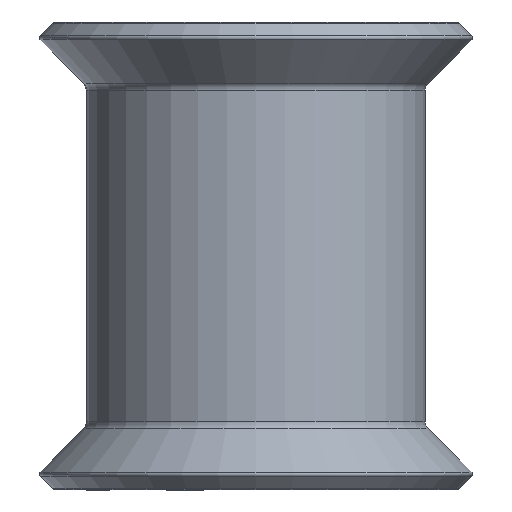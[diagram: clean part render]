
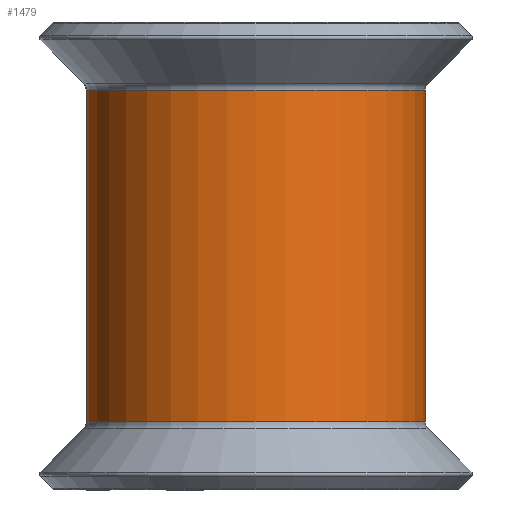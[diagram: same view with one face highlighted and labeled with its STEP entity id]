
A CAD part, front view. The second image highlights one B-rep face of the part: STEP entity #1479.
In plain terms, the highlighted cylindrical face has radius 4.597 mm (diameter 9.195 mm), a partial arc.
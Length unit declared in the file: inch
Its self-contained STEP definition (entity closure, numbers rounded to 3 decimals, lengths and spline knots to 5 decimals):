
#62 = ORIENTED_EDGE ( 'NONE', *, *, #1345, .F. ) ;
#81 = CYLINDRICAL_SURFACE ( 'NONE', #104, 0.181 ) ;
#104 = AXIS2_PLACEMENT_3D ( 'NONE', #2240, #1820, #295 ) ;
#141 = CARTESIAN_POINT ( 'NONE',  ( -0.025, -0.531, -0.17722 ) ) ;
#205 = VERTEX_POINT ( 'NONE', #141 ) ;
#258 = EDGE_CURVE ( 'NONE', #411, #2653, #443, .T. ) ;
#295 = DIRECTION ( 'NONE',  ( -1., 0., 0. ) ) ;
#323 = VECTOR ( 'NONE', #930, 39.37008 ) ;
#385 = DIRECTION ( 'NONE',  ( 0., 0., -1. ) ) ;
#411 = VERTEX_POINT ( 'NONE', #631 ) ;
#443 = CIRCLE ( 'NONE', #2007, 0.181 ) ;
#631 = CARTESIAN_POINT ( 'NONE',  ( 0.156, -0.35, 0.17722 ) ) ;
#710 = CARTESIAN_POINT ( 'NONE',  ( 0.156, -0.35, 0.25 ) ) ;
#784 = CARTESIAN_POINT ( 'NONE',  ( -0.025, -0.531, 0.25 ) ) ;
#830 = CARTESIAN_POINT ( 'NONE',  ( -0.025, -0.531, 0.17722 ) ) ;
#930 = DIRECTION ( 'NONE',  ( 0., 0., -1. ) ) ;
#981 = CARTESIAN_POINT ( 'NONE',  ( 0.156, -0.531, -0.17722 ) ) ;
#1041 = CIRCLE ( 'NONE', #1277, 0.181 ) ;
#1189 = ORIENTED_EDGE ( 'NONE', *, *, #1630, .T. ) ;
#1202 = DIRECTION ( 'NONE',  ( -1., 0., 0. ) ) ;
#1275 = FACE_OUTER_BOUND ( 'NONE', #2617, .T. ) ;
#1277 = AXIS2_PLACEMENT_3D ( 'NONE', #981, #2482, #1202 ) ;
#1345 = EDGE_CURVE ( 'NONE', #411, #1835, #2669, .T. ) ;
#1479 = ADVANCED_FACE ( 'NONE', ( #1275 ), #81, .T. ) ;
#1575 = EDGE_CURVE ( 'NONE', #1835, #205, #1041, .T. ) ;
#1630 = EDGE_CURVE ( 'NONE', #2653, #205, #1930, .T. ) ;
#1676 = CARTESIAN_POINT ( 'NONE',  ( 0.156, -0.531, 0.17722 ) ) ;
#1732 = CARTESIAN_POINT ( 'NONE',  ( 0.156, -0.35, -0.17722 ) ) ;
#1820 = DIRECTION ( 'NONE',  ( 0., 0., -1. ) ) ;
#1835 = VERTEX_POINT ( 'NONE', #1732 ) ;
#1893 = DIRECTION ( 'NONE',  ( -1., 0., 0. ) ) ;
#1930 = LINE ( 'NONE', #784, #2473 ) ;
#2007 = AXIS2_PLACEMENT_3D ( 'NONE', #1676, #385, #1893 ) ;
#2215 = ORIENTED_EDGE ( 'NONE', *, *, #258, .T. ) ;
#2240 = CARTESIAN_POINT ( 'NONE',  ( 0.156, -0.531, 0.25 ) ) ;
#2272 = DIRECTION ( 'NONE',  ( 0., 0., -1. ) ) ;
#2473 = VECTOR ( 'NONE', #2272, 39.37008 ) ;
#2482 = DIRECTION ( 'NONE',  ( 0., 0., -1. ) ) ;
#2617 = EDGE_LOOP ( 'NONE', ( #1189, #2699, #62, #2215 ) ) ;
#2653 = VERTEX_POINT ( 'NONE', #830 ) ;
#2669 = LINE ( 'NONE', #710, #323 ) ;
#2699 = ORIENTED_EDGE ( 'NONE', *, *, #1575, .F. ) ;
